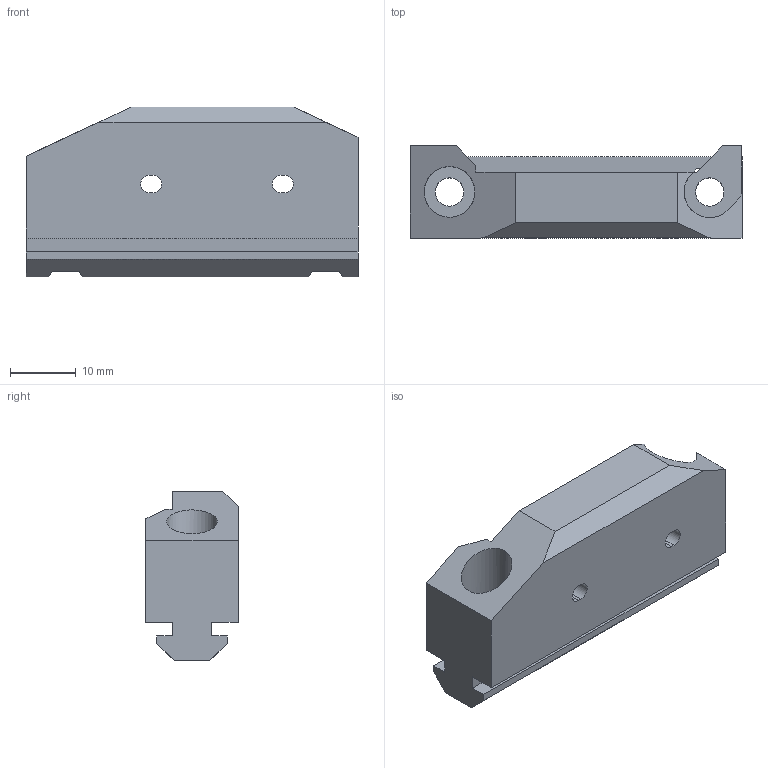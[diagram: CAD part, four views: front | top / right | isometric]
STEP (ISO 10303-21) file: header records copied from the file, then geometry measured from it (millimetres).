
FILE_DESCRIPTION(/* description */ (''),/* implementation_level */ '2;1');
FILE_NAME(/* name */ 'psu_lower_mount.step',/* time_stamp */ '2017-10-29T17:05:06+01:00',/* author */ ('gregsaun'),/* organization */ (''),/* preprocessor_version */ 'ST-DEVELOPER v16.13',/* originating_system */ 'Autodesk Translation Framework v6.5.0.72',/* authorisation */ '');
FILE_SCHEMA (('AUTOMOTIVE_DESIGN { 1 0 10303 214 3 1 1 }'));
Length unit declared in the file: millimetre
Products named in the file (1): psu_lower_mount
Bounding box: 50.4 x 14 x 25.8 mm (x, y, z)
Volume: 10205.1 mm3; surface area: 5100.1 mm2
Topology: 1 solids, 6 shells, 97 faces, 260 edges, 168 vertices
Faces by surface type: plane 85, cylinder 8, cone 4
Full cylindrical faces by diameter (mm): 4.3 x2, 7.7 x1
Entity records: 3028 total; most frequent: CARTESIAN_POINT 526, ORIENTED_EDGE 520, DIRECTION 476, EDGE_CURVE 260, LINE 240, VECTOR 240, VERTEX_POINT 168, AXIS2_PLACEMENT_3D 118
